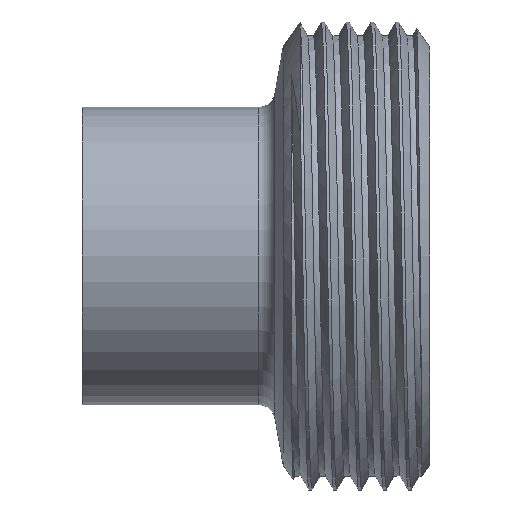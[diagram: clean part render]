
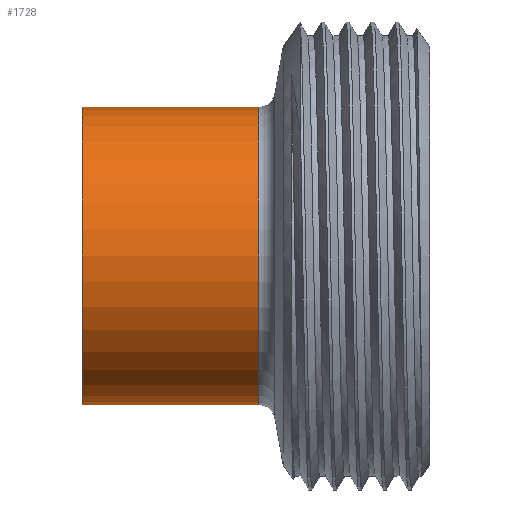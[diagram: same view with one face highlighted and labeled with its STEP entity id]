
A CAD part, front view. The second image highlights one B-rep face of the part: STEP entity #1728.
In plain terms, the highlighted cylindrical face has radius 9 mm (diameter 18 mm), a partial arc.
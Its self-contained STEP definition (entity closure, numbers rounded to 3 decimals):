
#7 = CARTESIAN_POINT ( 'NONE',  ( 2.575, -0.346, -9. ) ) ;
#11 = VERTEX_POINT ( 'NONE', #1795 ) ;
#12 = EDGE_CURVE ( 'NONE', #11, #411, #954, .T. ) ;
#82 = CIRCLE ( 'NONE', #757, 9. ) ;
#86 = VECTOR ( 'NONE', #555, 1000. ) ;
#100 = FACE_OUTER_BOUND ( 'NONE', #722, .T. ) ;
#126 = CYLINDRICAL_SURFACE ( 'NONE', #635, 9. ) ;
#152 = VERTEX_POINT ( 'NONE', #756 ) ;
#201 = DIRECTION ( 'NONE',  ( -1., 0., 0. ) ) ;
#267 = CARTESIAN_POINT ( 'NONE',  ( 2.575, -0.346, 0. ) ) ;
#271 = ORIENTED_EDGE ( 'NONE', *, *, #1378, .F. ) ;
#280 = EDGE_CURVE ( 'NONE', #2089, #11, #704, .T. ) ;
#394 = ORIENTED_EDGE ( 'NONE', *, *, #12, .T. ) ;
#411 = VERTEX_POINT ( 'NONE', #1308 ) ;
#518 = DIRECTION ( 'NONE',  ( 0., 0., 1. ) ) ;
#531 = CARTESIAN_POINT ( 'NONE',  ( -8.085, -0.346, 0. ) ) ;
#555 = DIRECTION ( 'NONE',  ( -1., 0., 0. ) ) ;
#621 = EDGE_CURVE ( 'NONE', #2089, #152, #768, .T. ) ;
#635 = AXIS2_PLACEMENT_3D ( 'NONE', #2549, #1517, #943 ) ;
#704 = CIRCLE ( 'NONE', #2101, 9. ) ;
#722 = EDGE_LOOP ( 'NONE', ( #2096, #1703, #394, #271 ) ) ;
#756 = CARTESIAN_POINT ( 'NONE',  ( -8.085, -0.346, -9. ) ) ;
#757 = AXIS2_PLACEMENT_3D ( 'NONE', #531, #1340, #518 ) ;
#768 = LINE ( 'NONE', #2611, #86 ) ;
#809 = DIRECTION ( 'NONE',  ( -1., 0., 0. ) ) ;
#943 = DIRECTION ( 'NONE',  ( 0., 0., 1. ) ) ;
#954 = LINE ( 'NONE', #2020, #1553 ) ;
#1036 = DIRECTION ( 'NONE',  ( 0., 0., 1. ) ) ;
#1308 = CARTESIAN_POINT ( 'NONE',  ( -8.085, -0.346, 9. ) ) ;
#1340 = DIRECTION ( 'NONE',  ( -1., 0., 0. ) ) ;
#1378 = EDGE_CURVE ( 'NONE', #152, #411, #82, .T. ) ;
#1517 = DIRECTION ( 'NONE',  ( -1., 0., 0. ) ) ;
#1553 = VECTOR ( 'NONE', #201, 1000. ) ;
#1703 = ORIENTED_EDGE ( 'NONE', *, *, #280, .T. ) ;
#1728 = ADVANCED_FACE ( 'NONE', ( #100 ), #126, .T. ) ;
#1795 = CARTESIAN_POINT ( 'NONE',  ( 2.575, -0.346, 9. ) ) ;
#2020 = CARTESIAN_POINT ( 'NONE',  ( -16.647, -0.346, 9. ) ) ;
#2089 = VERTEX_POINT ( 'NONE', #7 ) ;
#2096 = ORIENTED_EDGE ( 'NONE', *, *, #621, .F. ) ;
#2101 = AXIS2_PLACEMENT_3D ( 'NONE', #267, #809, #1036 ) ;
#2549 = CARTESIAN_POINT ( 'NONE',  ( -16.647, -0.346, 0. ) ) ;
#2611 = CARTESIAN_POINT ( 'NONE',  ( -16.647, -0.346, -9. ) ) ;
